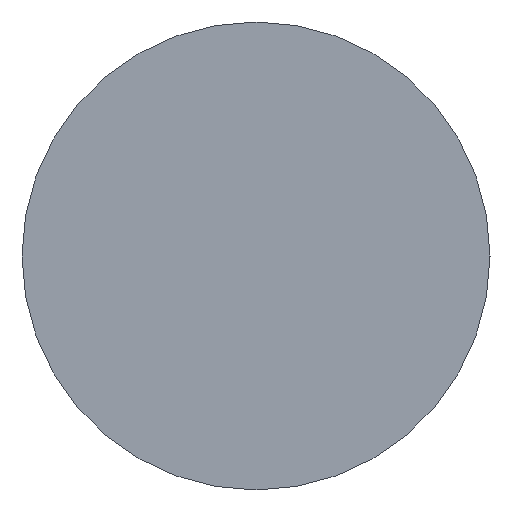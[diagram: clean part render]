
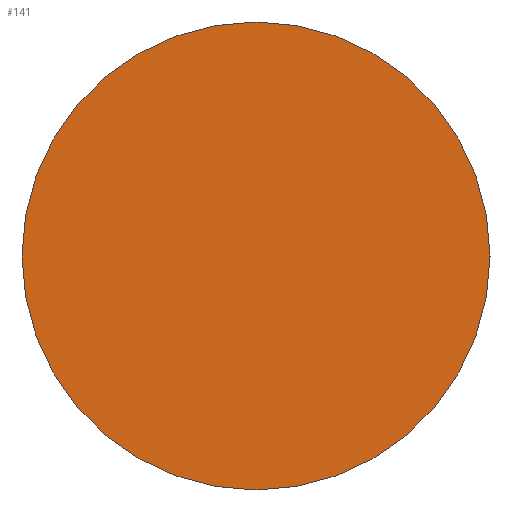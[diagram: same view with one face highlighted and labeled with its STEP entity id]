
A CAD part, left-side view. The second image highlights one B-rep face of the part: STEP entity #141.
In plain terms, the highlighted planar face has unit normal (-1, 0, 0).
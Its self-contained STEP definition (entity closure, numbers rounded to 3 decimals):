
#2 = DIRECTION ( 'NONE',  ( -1., 0., 0. ) ) ;
#3 = CIRCLE ( 'NONE', #146, 6.35 ) ;
#9 = EDGE_CURVE ( 'NONE', #157, #83, #45, .T. ) ;
#19 = EDGE_CURVE ( 'NONE', #83, #157, #3, .T. ) ;
#20 = CARTESIAN_POINT ( 'NONE',  ( 606.639, 118.737, 6.35 ) ) ;
#24 = PLANE ( 'NONE',  #82 ) ;
#26 = CARTESIAN_POINT ( 'NONE',  ( 606.639, 118.737, 0. ) ) ;
#28 = FACE_OUTER_BOUND ( 'NONE', #92, .T. ) ;
#34 = ORIENTED_EDGE ( 'NONE', *, *, #9, .T. ) ;
#45 = CIRCLE ( 'NONE', #113, 6.35 ) ;
#65 = DIRECTION ( 'NONE',  ( -1., 0., 0. ) ) ;
#67 = DIRECTION ( 'NONE',  ( 0., 0., 1. ) ) ;
#78 = ORIENTED_EDGE ( 'NONE', *, *, #19, .T. ) ;
#82 = AXIS2_PLACEMENT_3D ( 'NONE', #26, #138, #151 ) ;
#83 = VERTEX_POINT ( 'NONE', #20 ) ;
#92 = EDGE_LOOP ( 'NONE', ( #78, #34 ) ) ;
#101 = CARTESIAN_POINT ( 'NONE',  ( 606.639, 118.737, 0. ) ) ;
#113 = AXIS2_PLACEMENT_3D ( 'NONE', #117, #65, #158 ) ;
#117 = CARTESIAN_POINT ( 'NONE',  ( 606.639, 118.737, 0. ) ) ;
#138 = DIRECTION ( 'NONE',  ( 1., 0., 0. ) ) ;
#141 = ADVANCED_FACE ( 'NONE', ( #28 ), #24, .F. ) ;
#146 = AXIS2_PLACEMENT_3D ( 'NONE', #101, #2, #67 ) ;
#151 = DIRECTION ( 'NONE',  ( 0., 0., -1. ) ) ;
#152 = CARTESIAN_POINT ( 'NONE',  ( 606.639, 118.737, -6.35 ) ) ;
#157 = VERTEX_POINT ( 'NONE', #152 ) ;
#158 = DIRECTION ( 'NONE',  ( 0., 0., 1. ) ) ;
